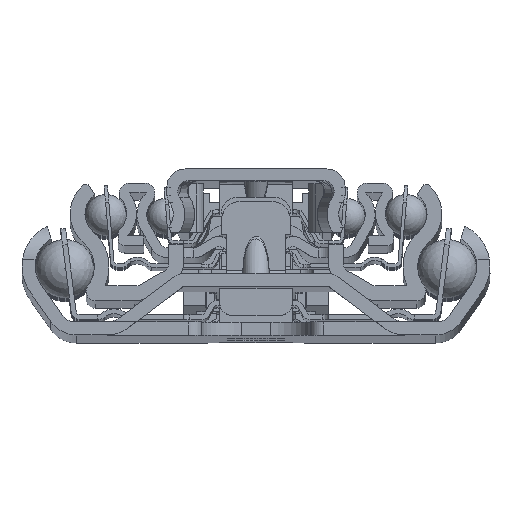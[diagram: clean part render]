
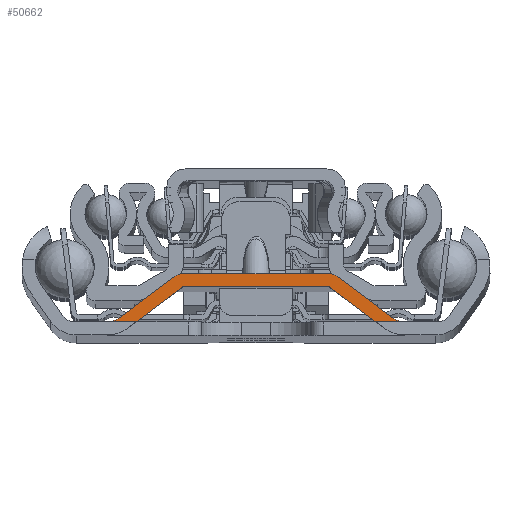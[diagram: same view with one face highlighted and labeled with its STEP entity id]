
A CAD part, top view. The second image highlights one B-rep face of the part: STEP entity #50662.
In plain terms, the highlighted planar face has unit normal (0, 0, 1).
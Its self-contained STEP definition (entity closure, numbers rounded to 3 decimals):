
#898=PLANE('',#53924);
#2406=LINE('',#76641,#7454);
#2431=LINE('',#76704,#7479);
#2435=LINE('',#76717,#7483);
#2440=LINE('',#76729,#7488);
#2446=LINE('',#76741,#7494);
#2448=LINE('',#76750,#7496);
#2454=LINE('',#76762,#7502);
#2455=LINE('',#76763,#7503);
#7454=VECTOR('',#59511,10.);
#7479=VECTOR('',#59576,10.);
#7483=VECTOR('',#59592,10.);
#7488=VECTOR('',#59605,10.);
#7494=VECTOR('',#59617,10.);
#7496=VECTOR('',#59627,10.);
#7502=VECTOR('',#59641,10.);
#7503=VECTOR('',#59642,10.);
#13690=FACE_OUTER_BOUND('',#16385,.T.);
#16385=EDGE_LOOP('',(#35437,#35438,#35439,#35440,#35441,#35442,#35443,#35444,
#35445,#35446,#35447,#35448,#35449,#35450));
#19193=CIRCLE('',#53901,3.);
#19195=CIRCLE('',#53905,2.);
#19197=CIRCLE('',#53908,2.);
#19198=CIRCLE('',#53911,3.);
#19199=CIRCLE('',#53915,0.25);
#19200=CIRCLE('',#53918,0.25);
#21990=VERTEX_POINT('',#76638);
#21991=VERTEX_POINT('',#76640);
#22005=VERTEX_POINT('',#76694);
#22006=VERTEX_POINT('',#76695);
#22009=VERTEX_POINT('',#76703);
#22011=VERTEX_POINT('',#76712);
#22012=VERTEX_POINT('',#76716);
#22013=VERTEX_POINT('',#76720);
#22014=VERTEX_POINT('',#76727);
#22015=VERTEX_POINT('',#76728);
#22016=VERTEX_POINT('',#76733);
#22018=VERTEX_POINT('',#76739);
#22019=VERTEX_POINT('',#76743);
#22021=VERTEX_POINT('',#76749);
#27264=EDGE_CURVE('',#21990,#21991,#2406,.T.);
#27291=EDGE_CURVE('',#22005,#22006,#19193,.T.);
#27295=EDGE_CURVE('',#22009,#22005,#2431,.T.);
#27298=EDGE_CURVE('',#21991,#22009,#19195,.T.);
#27300=EDGE_CURVE('',#22011,#21990,#19197,.T.);
#27302=EDGE_CURVE('',#22012,#22011,#2435,.T.);
#27304=EDGE_CURVE('',#22013,#22012,#19198,.T.);
#27308=EDGE_CURVE('',#22014,#22015,#2440,.T.);
#27311=EDGE_CURVE('',#22016,#22014,#19199,.T.);
#27315=EDGE_CURVE('',#22018,#22016,#2446,.T.);
#27316=EDGE_CURVE('',#22019,#22018,#19200,.T.);
#27319=EDGE_CURVE('',#22021,#22019,#2448,.T.);
#27326=EDGE_CURVE('',#22015,#22013,#2454,.T.);
#27327=EDGE_CURVE('',#22006,#22021,#2455,.T.);
#35437=ORIENTED_EDGE('',*,*,#27326,.F.);
#35438=ORIENTED_EDGE('',*,*,#27308,.F.);
#35439=ORIENTED_EDGE('',*,*,#27311,.F.);
#35440=ORIENTED_EDGE('',*,*,#27315,.F.);
#35441=ORIENTED_EDGE('',*,*,#27316,.F.);
#35442=ORIENTED_EDGE('',*,*,#27319,.F.);
#35443=ORIENTED_EDGE('',*,*,#27327,.F.);
#35444=ORIENTED_EDGE('',*,*,#27291,.F.);
#35445=ORIENTED_EDGE('',*,*,#27295,.F.);
#35446=ORIENTED_EDGE('',*,*,#27298,.F.);
#35447=ORIENTED_EDGE('',*,*,#27264,.F.);
#35448=ORIENTED_EDGE('',*,*,#27300,.F.);
#35449=ORIENTED_EDGE('',*,*,#27302,.F.);
#35450=ORIENTED_EDGE('',*,*,#27304,.F.);
#50662=ADVANCED_FACE('',(#13690),#898,.T.);
#53901=AXIS2_PLACEMENT_3D('',#76696,#59568,#59569);
#53905=AXIS2_PLACEMENT_3D('',#76709,#59581,#59582);
#53908=AXIS2_PLACEMENT_3D('',#76713,#59587,#59588);
#53911=AXIS2_PLACEMENT_3D('',#76721,#59596,#59597);
#53915=AXIS2_PLACEMENT_3D('',#76734,#59610,#59611);
#53918=AXIS2_PLACEMENT_3D('',#76744,#59620,#59621);
#53924=AXIS2_PLACEMENT_3D('',#76761,#59639,#59640);
#59511=DIRECTION('',(1.,0.,0.));
#59568=DIRECTION('center_axis',(0.,0.,1.));
#59569=DIRECTION('ref_axis',(0.,1.,0.));
#59576=DIRECTION('',(0.8,-0.6,0.));
#59581=DIRECTION('center_axis',(0.,0.,-1.));
#59582=DIRECTION('ref_axis',(0.,1.,0.));
#59587=DIRECTION('center_axis',(0.,0.,-1.));
#59588=DIRECTION('ref_axis',(-0.6,0.8,0.));
#59592=DIRECTION('',(0.8,0.6,0.));
#59596=DIRECTION('center_axis',(0.,0.,
1.));
#59597=DIRECTION('ref_axis',(-0.6,0.8,0.));
#59605=DIRECTION('',(-0.8,-0.6,0.));
#59610=DIRECTION('center_axis',(0.,0.,
1.));
#59611=DIRECTION('ref_axis',(0.6,-0.8,0.));
#59617=DIRECTION('',(-1.,0.,0.));
#59620=DIRECTION('center_axis',(0.,0.,1.));
#59621=DIRECTION('ref_axis',(0.,-1.,0.));
#59627=DIRECTION('',(-0.8,0.6,0.));
#59639=DIRECTION('center_axis',(0.,0.,
1.));
#59640=DIRECTION('ref_axis',(1.,0.,0.));
#59641=DIRECTION('',(-1.,0.,0.));
#59642=DIRECTION('',(-1.,0.,0.));
#76638=CARTESIAN_POINT('',(-11.106,9.3,700.));
#76640=CARTESIAN_POINT('',(11.106,9.3,700.));
#76641=CARTESIAN_POINT('',(-11.106,9.3,700.));
#76694=CARTESIAN_POINT('',(20.699,2.601,700.));
#76695=CARTESIAN_POINT('',(22.5,2.,700.));
#76696=CARTESIAN_POINT('Origin',(22.5,5.,700.));
#76703=CARTESIAN_POINT('',(12.307,8.9,700.));
#76704=CARTESIAN_POINT('',(12.307,8.9,700.));
#76709=CARTESIAN_POINT('Origin',(11.106,7.3,700.));
#76712=CARTESIAN_POINT('',(-12.307,8.9,700.));
#76713=CARTESIAN_POINT('Origin',(-11.106,7.3,700.));
#76716=CARTESIAN_POINT('',(-20.699,2.601,700.));
#76717=CARTESIAN_POINT('',(-20.699,2.601,700.));
#76720=CARTESIAN_POINT('',(-22.5,2.,700.));
#76721=CARTESIAN_POINT('Origin',(-22.5,5.,700.));
#76727=CARTESIAN_POINT('',(-11.173,7.25,700.));
#76728=CARTESIAN_POINT('',(-18.168,2.,700.));
#76729=CARTESIAN_POINT('',(-11.173,7.25,700.));
#76733=CARTESIAN_POINT('',(-11.023,7.3,700.));
#76734=CARTESIAN_POINT('Origin',(-11.023,7.05,700.));
#76739=CARTESIAN_POINT('',(11.023,7.3,700.));
#76741=CARTESIAN_POINT('',(11.023,7.3,700.));
#76743=CARTESIAN_POINT('',(11.173,7.25,700.));
#76744=CARTESIAN_POINT('Origin',(11.023,7.05,700.));
#76749=CARTESIAN_POINT('',(18.168,2.,700.));
#76750=CARTESIAN_POINT('',(19.499,1.001,700.));
#76761=CARTESIAN_POINT('Origin',(0.,6.058,
700.));
#76762=CARTESIAN_POINT('',(-2.473,2.,700.));
#76763=CARTESIAN_POINT('',(-2.473,2.,700.));
